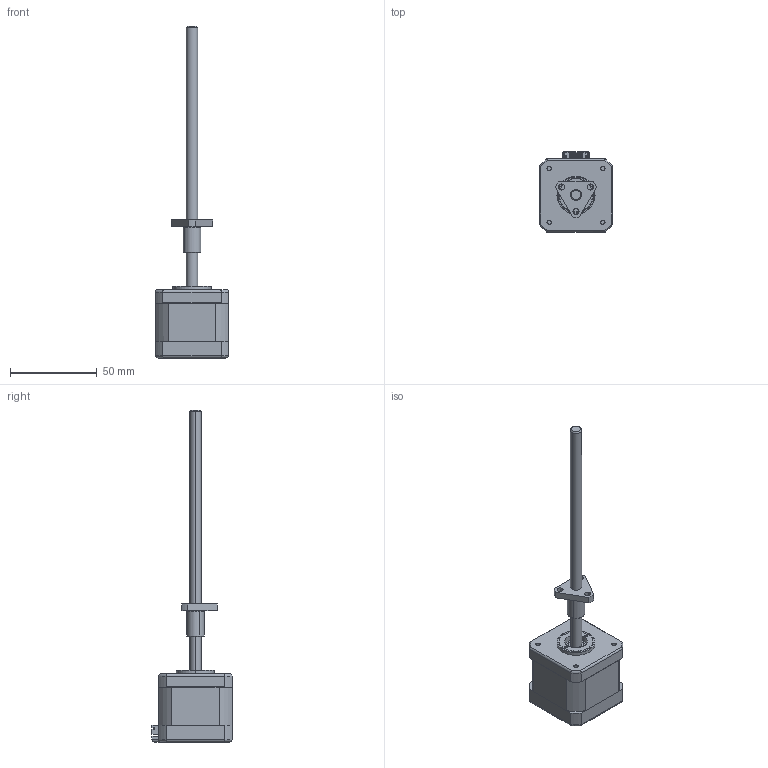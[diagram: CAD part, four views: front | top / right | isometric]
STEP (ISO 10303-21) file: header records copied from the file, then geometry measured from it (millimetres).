
FILE_DESCRIPTION (( 'STEP AP214' ), '1' );
FILE_NAME ('STP-LE17-2C06ANN.STEP', '2020-08-25T21:29:30', ( '' ), ( '' ), 'SwSTEP 2.0', 'SolidWorks 2017', '' );
FILE_SCHEMA (( 'AUTOMOTIVE_DESIGN' ));
Length unit declared in the file: millimetre
Products named in the file (3): STP-LE17-2C06ANN; STP-LE17-2C06ANN_2; STP-LE17-2C06ANN_1
Assembly tree (2 placements, depth 2):
  STP-LE17-2C06ANN
    STP-LE17-2C06ANN_1
    STP-LE17-2C06ANN_2
Bounding box: 42.2 x 46.2 x 191.7 mm (x, y, z)
Volume: 64165.4 mm3; surface area: 28241.4 mm2
Topology: 6 solids, 10 shells, 726 faces, 1868 edges, 1205 vertices
Faces by surface type: plane 360, cylinder 232, cone 80, torus 38, bspline 12, sphere 4
Entity records: 35692 total; most frequent: CARTESIAN_POINT 18167, ORIENTED_EDGE 3736, DIRECTION 3471, EDGE_CURVE 1868, AXIS2_PLACEMENT_3D 1207, VERTEX_POINT 1205, LINE 1057, VECTOR 1057
